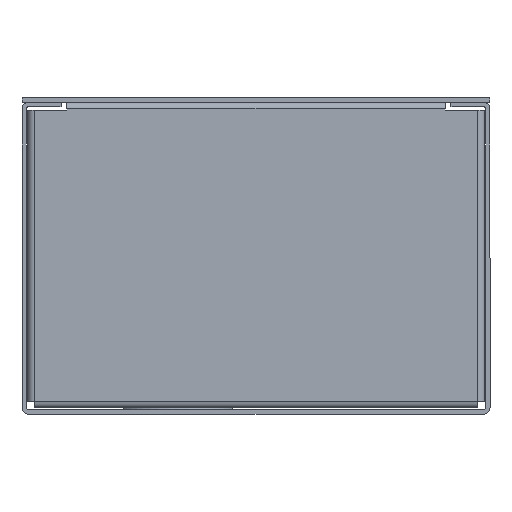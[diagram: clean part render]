
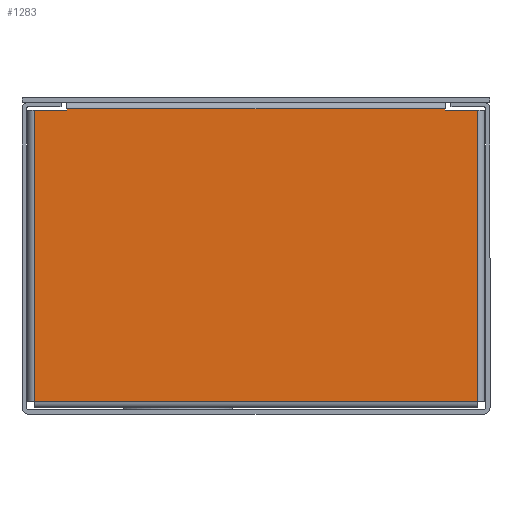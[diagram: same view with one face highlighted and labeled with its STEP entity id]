
A CAD part, front view. The second image highlights one B-rep face of the part: STEP entity #1283.
In plain terms, the highlighted planar face has unit normal (0, -1, 0).
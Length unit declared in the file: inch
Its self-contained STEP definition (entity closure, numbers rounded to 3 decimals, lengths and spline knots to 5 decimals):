
#41 = CARTESIAN_POINT ( 'NONE',  ( -2.844, -4., 3.9 ) ) ;
#327 = VECTOR ( 'NONE', #1556, 39.37008 ) ;
#328 = EDGE_CURVE ( 'NONE', #2813, #5963, #4525, .T. ) ;
#394 = CARTESIAN_POINT ( 'NONE',  ( -2.429, -4., 3.9 ) ) ;
#404 = LINE ( 'NONE', #1011, #5080 ) ;
#426 = CARTESIAN_POINT ( 'NONE',  ( -2.844, -4., 0.166 ) ) ;
#518 = CARTESIAN_POINT ( 'NONE',  ( -2.844, -4., 3.9 ) ) ;
#522 = DIRECTION ( 'NONE',  ( 0., 0., 1. ) ) ;
#563 = CARTESIAN_POINT ( 'NONE',  ( 2.844, -4., 0.166 ) ) ;
#883 = VECTOR ( 'NONE', #5834, 39.37008 ) ;
#899 = EDGE_CURVE ( 'NONE', #5614, #4602, #3370, .T. ) ;
#954 = CARTESIAN_POINT ( 'NONE',  ( 2.844, -4., 3.9 ) ) ;
#1011 = CARTESIAN_POINT ( 'NONE',  ( -2.844, -4., 3.9 ) ) ;
#1076 = VECTOR ( 'NONE', #4434, 39.37008 ) ;
#1152 = ORIENTED_EDGE ( 'NONE', *, *, #4976, .F. ) ;
#1283 = ADVANCED_FACE ( 'NONE', ( #5731 ), #1774, .F. ) ;
#1302 = ORIENTED_EDGE ( 'NONE', *, *, #5717, .F. ) ;
#1313 = DIRECTION ( 'NONE',  ( 1., 0., 0. ) ) ;
#1513 = VECTOR ( 'NONE', #3257, 39.37008 ) ;
#1556 = DIRECTION ( 'NONE',  ( 0., 0., -1. ) ) ;
#1578 = ORIENTED_EDGE ( 'NONE', *, *, #2870, .F. ) ;
#1746 = CARTESIAN_POINT ( 'NONE',  ( -2.844, -4., 3.9 ) ) ;
#1774 = PLANE ( 'NONE',  #3292 ) ;
#1850 = ORIENTED_EDGE ( 'NONE', *, *, #3273, .F. ) ;
#1856 = CARTESIAN_POINT ( 'NONE',  ( -2.429, -4., 3.914 ) ) ;
#2038 = VECTOR ( 'NONE', #1313, 39.37008 ) ;
#2180 = ORIENTED_EDGE ( 'NONE', *, *, #4971, .F. ) ;
#2328 = DIRECTION ( 'NONE',  ( -1., 0., 0. ) ) ;
#2417 = LINE ( 'NONE', #394, #1076 ) ;
#2448 = VECTOR ( 'NONE', #3946, 39.37008 ) ;
#2545 = ORIENTED_EDGE ( 'NONE', *, *, #6359, .F. ) ;
#2813 = VERTEX_POINT ( 'NONE', #3430 ) ;
#2836 = DIRECTION ( 'NONE',  ( 0., 1., 0. ) ) ;
#2870 = EDGE_CURVE ( 'NONE', #3560, #5614, #6433, .T. ) ;
#3257 = DIRECTION ( 'NONE',  ( -1., 0., 0. ) ) ;
#3273 = EDGE_CURVE ( 'NONE', #5963, #3560, #2417, .T. ) ;
#3292 = AXIS2_PLACEMENT_3D ( 'NONE', #1746, #2836, #2328 ) ;
#3340 = VERTEX_POINT ( 'NONE', #954 ) ;
#3370 = LINE ( 'NONE', #5369, #883 ) ;
#3395 = VERTEX_POINT ( 'NONE', #563 ) ;
#3430 = CARTESIAN_POINT ( 'NONE',  ( -2.844, -4., 3.9 ) ) ;
#3560 = VERTEX_POINT ( 'NONE', #1856 ) ;
#3946 = DIRECTION ( 'NONE',  ( 1., 0., 0. ) ) ;
#4138 = VECTOR ( 'NONE', #522, 39.37008 ) ;
#4434 = DIRECTION ( 'NONE',  ( 0., 0., 1. ) ) ;
#4525 = LINE ( 'NONE', #518, #2448 ) ;
#4602 = VERTEX_POINT ( 'NONE', #5980 ) ;
#4611 = ORIENTED_EDGE ( 'NONE', *, *, #328, .F. ) ;
#4631 = LINE ( 'NONE', #6144, #327 ) ;
#4663 = LINE ( 'NONE', #41, #4138 ) ;
#4765 = LINE ( 'NONE', #6274, #1513 ) ;
#4862 = VERTEX_POINT ( 'NONE', #426 ) ;
#4971 = EDGE_CURVE ( 'NONE', #4862, #2813, #4663, .T. ) ;
#4976 = EDGE_CURVE ( 'NONE', #3340, #3395, #4631, .T. ) ;
#5080 = VECTOR ( 'NONE', #5486, 39.37008 ) ;
#5313 = ORIENTED_EDGE ( 'NONE', *, *, #899, .F. ) ;
#5343 = EDGE_LOOP ( 'NONE', ( #1578, #1850, #4611, #2180, #2545, #1152, #1302, #5313 ) ) ;
#5361 = CARTESIAN_POINT ( 'NONE',  ( -2.429, -4., 3.9 ) ) ;
#5369 = CARTESIAN_POINT ( 'NONE',  ( 2.429, -4., 3.9 ) ) ;
#5486 = DIRECTION ( 'NONE',  ( 1., 0., 0. ) ) ;
#5614 = VERTEX_POINT ( 'NONE', #5982 ) ;
#5717 = EDGE_CURVE ( 'NONE', #4602, #3340, #404, .T. ) ;
#5731 = FACE_OUTER_BOUND ( 'NONE', #5343, .T. ) ;
#5827 = CARTESIAN_POINT ( 'NONE',  ( -2.844, -4., 3.914 ) ) ;
#5834 = DIRECTION ( 'NONE',  ( 0., 0., -1. ) ) ;
#5963 = VERTEX_POINT ( 'NONE', #5361 ) ;
#5980 = CARTESIAN_POINT ( 'NONE',  ( 2.429, -4., 3.9 ) ) ;
#5982 = CARTESIAN_POINT ( 'NONE',  ( 2.429, -4., 3.914 ) ) ;
#6144 = CARTESIAN_POINT ( 'NONE',  ( 2.844, -4., 3.9 ) ) ;
#6274 = CARTESIAN_POINT ( 'NONE',  ( -2.844, -4., 0.166 ) ) ;
#6359 = EDGE_CURVE ( 'NONE', #3395, #4862, #4765, .T. ) ;
#6433 = LINE ( 'NONE', #5827, #2038 ) ;
